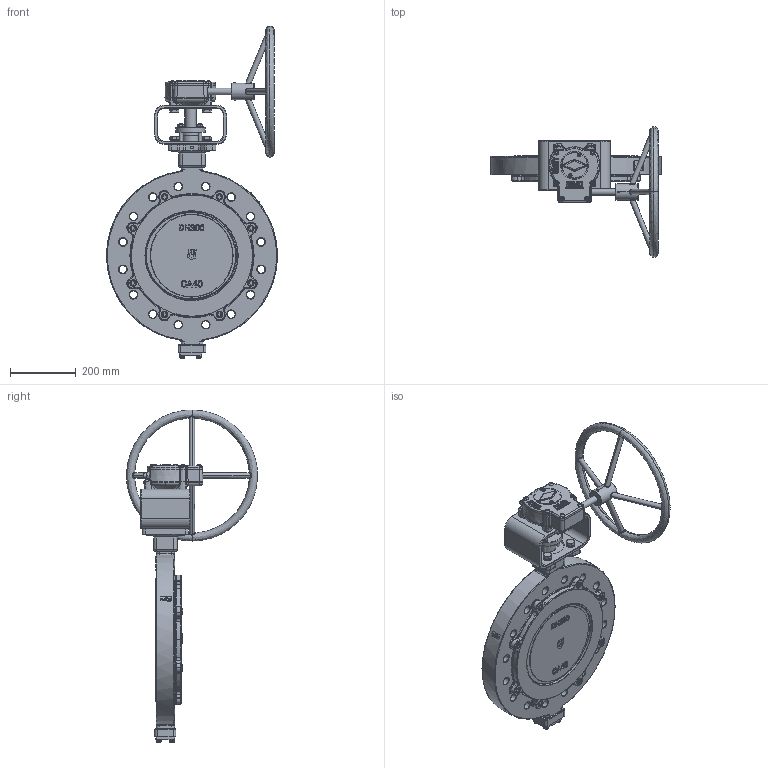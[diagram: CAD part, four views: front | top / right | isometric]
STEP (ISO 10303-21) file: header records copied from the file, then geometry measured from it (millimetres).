
FILE_DESCRIPTION(('HOOPS Exchange Step'),'2;1');
FILE_NAME('AK14_DN300_PN25_Getriebe.stp','2024-11-22T14:33:47+01:00',('nieru'),('Unknown organisation'),'HOOPS Exchange 2024.2','HOOPS Exchange','Unknown authorisation');
FILE_SCHEMA( ('AP203_CONFIGURATION_CONTROLLED_3D_DESIGN_OF_MECHANICAL_PARTS_AND_ASSEMBLIES_MIM_LF') );
Length unit declared in the file: millimetre
Products named in the file (11): 0; root
Assembly tree (10 placements, depth 4):
  root
    0
    0
      0
      0
      0
      0
        0
        0
      0
        0
Bounding box: 521 x 399.28 x 1013.4 mm (x, y, z)
Volume: 14990173.8 mm3; surface area: 1605997 mm2
Topology: 83 solids, 84 shells, 3439 faces, 8332 edges, 5120 vertices
Faces by surface type: bspline 1131, plane 965, cylinder 673, cone 356, torus 285, sphere 29
Full cylindrical faces by diameter (mm): 4.2 x3, 6.8 x1, 10 x3, 10.5 x2, 12 x5, 13 x4, 16 x4, 17 x8, 18 x8, 20 x4, 26.3 x8, 35 x6, 45 x1, 51 x1, 54 x1, 80 x1, 85 x1, 90 x1, 102 x1, 252 x1, 300.256 x1, 309.5 x1, 370 x1
Entity records: 277810 total; most frequent: CARTESIAN_POINT 203791, ORIENTED_EDGE 16528, DIRECTION 12904, EDGE_CURVE 8264, VERTEX_POINT 5119, AXIS2_PLACEMENT_3D 4953, EDGE_LOOP 3673, FACE_BOUND 3673
